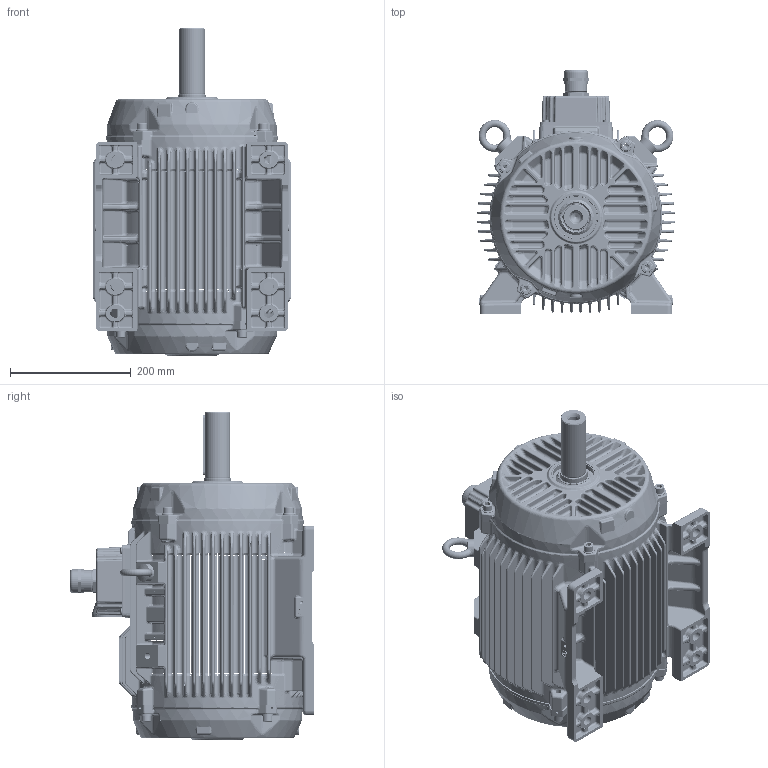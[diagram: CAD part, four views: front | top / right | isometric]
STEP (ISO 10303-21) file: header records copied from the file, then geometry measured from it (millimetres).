
FILE_DESCRIPTION(/* description */ (''),/* implementation_level */ '2;1');
FILE_NAME(/* name */ '652192301.stp',/* time_stamp */ '2023-01-23T15:58:57+03:00',/* author */ (''),/* organization */ (''),/* preprocessor_version */ 'ST-DEVELOPER v16',/* originating_system */ 'SIEMENS PLM Software NX 11.0',/* authorisation */ '');
FILE_SCHEMA (('AUTOMOTIVE_DESIGN { 1 0 10303 214 3 1 1 1 }'));
Length unit declared in the file: millimetre
Products named in the file (1): 26032C0836B7xjf1
Bounding box: 327.37 x 404.5 x 543 mm (x, y, z)
Surface area: 1238331.7 mm2 (no closed solid volume)
Topology: 0 solids, 67 shells, 6176 faces, 16260 edges, 9521 vertices
Faces by surface type: bspline 2852, cylinder 1512, plane 904, torus 441, cone 367, sphere 100
Full cylindrical faces by diameter (mm): 2.5 x2, 4.2 x4, 5.2 x2, 9 x7, 10 x4, 10.9 x2, 15.73 x4, 16 x4, 17 x1, 20 x4, 25 x1, 30 x2, 32 x1, 35.331 x1, 36.855 x1, 39.599 x2, 41.4 x1, 42 x1, 45 x1, 54 x1, 68.667 x1
Entity records: 244478 total; most frequent: CARTESIAN_POINT 115336, ORIENTED_EDGE 28865, DIRECTION 22967, EDGE_CURVE 15754, AXIS2_PLACEMENT_3D 9672, VERTEX_POINT 9487, EDGE_LOOP 6451, ADVANCED_FACE 6176
